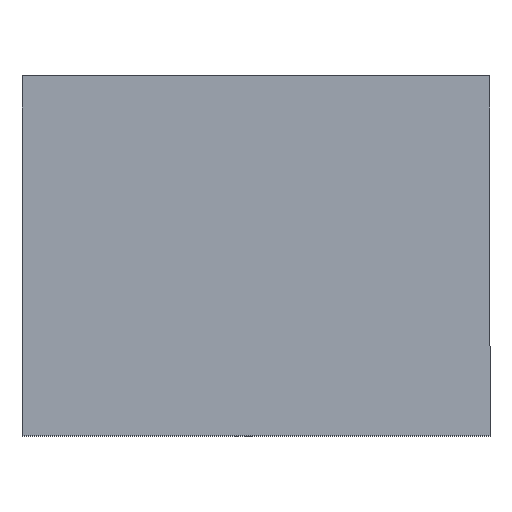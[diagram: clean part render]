
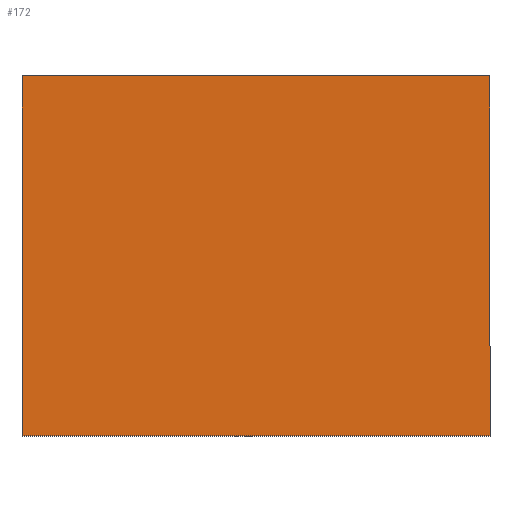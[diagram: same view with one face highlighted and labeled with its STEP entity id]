
A CAD part, top view. The second image highlights one B-rep face of the part: STEP entity #172.
In plain terms, the highlighted planar face has unit normal (0, 0, 1).
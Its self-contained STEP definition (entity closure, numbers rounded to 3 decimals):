
#1 = CARTESIAN_POINT ( 'NONE',  ( 0., 0., 13. ) ) ;
#5 = FACE_OUTER_BOUND ( 'NONE', #506, .T. ) ;
#30 = VECTOR ( 'NONE', #605, 1000. ) ;
#33 = EDGE_CURVE ( 'NONE', #241, #72, #283, .T. ) ;
#72 = VERTEX_POINT ( 'NONE', #163 ) ;
#122 = EDGE_CURVE ( 'NONE', #662, #241, #282, .T. ) ;
#163 = CARTESIAN_POINT ( 'NONE',  ( -43.3, 33.3, 13. ) ) ;
#166 = PLANE ( 'NONE',  #281 ) ;
#172 = ADVANCED_FACE ( 'NONE', ( #5 ), #166, .T. ) ;
#241 = VERTEX_POINT ( 'NONE', #646 ) ;
#281 = AXIS2_PLACEMENT_3D ( 'NONE', #1, #701, #641 ) ;
#282 = LINE ( 'NONE', #510, #438 ) ;
#283 = LINE ( 'NONE', #584, #575 ) ;
#290 = DIRECTION ( 'NONE',  ( -1., 0., 0. ) ) ;
#299 = CARTESIAN_POINT ( 'NONE',  ( -43.3, -33.3, 13. ) ) ;
#328 = VERTEX_POINT ( 'NONE', #299 ) ;
#421 = EDGE_CURVE ( 'NONE', #72, #328, #724, .T. ) ;
#433 = ORIENTED_EDGE ( 'NONE', *, *, #601, .T. ) ;
#438 = VECTOR ( 'NONE', #692, 1000. ) ;
#440 = ORIENTED_EDGE ( 'NONE', *, *, #33, .T. ) ;
#451 = CARTESIAN_POINT ( 'NONE',  ( -43.3, -33.3, 13. ) ) ;
#463 = ORIENTED_EDGE ( 'NONE', *, *, #122, .T. ) ;
#506 = EDGE_LOOP ( 'NONE', ( #433, #463, #440, #520 ) ) ;
#510 = CARTESIAN_POINT ( 'NONE',  ( 43.3, -33.3, 13. ) ) ;
#520 = ORIENTED_EDGE ( 'NONE', *, *, #421, .T. ) ;
#559 = LINE ( 'NONE', #451, #712 ) ;
#575 = VECTOR ( 'NONE', #290, 1000. ) ;
#584 = CARTESIAN_POINT ( 'NONE',  ( -43.3, 33.3, 13. ) ) ;
#601 = EDGE_CURVE ( 'NONE', #328, #662, #559, .T. ) ;
#605 = DIRECTION ( 'NONE',  ( 0., -1., 0. ) ) ;
#641 = DIRECTION ( 'NONE',  ( 1., 0., 0. ) ) ;
#646 = CARTESIAN_POINT ( 'NONE',  ( 43.3, 33.3, 13. ) ) ;
#662 = VERTEX_POINT ( 'NONE', #700 ) ;
#664 = CARTESIAN_POINT ( 'NONE',  ( -43.3, -33.3, 13. ) ) ;
#683 = DIRECTION ( 'NONE',  ( 1., 0., 0. ) ) ;
#692 = DIRECTION ( 'NONE',  ( 0., 1., 0. ) ) ;
#700 = CARTESIAN_POINT ( 'NONE',  ( 43.3, -33.3, 13. ) ) ;
#701 = DIRECTION ( 'NONE',  ( 0., 0., 1. ) ) ;
#712 = VECTOR ( 'NONE', #683, 1000. ) ;
#724 = LINE ( 'NONE', #664, #30 ) ;
